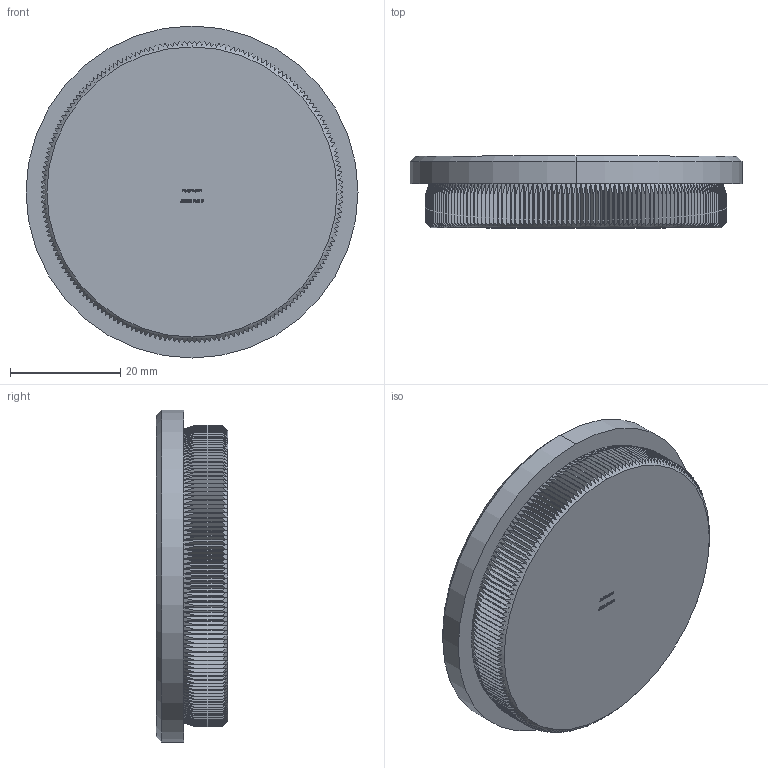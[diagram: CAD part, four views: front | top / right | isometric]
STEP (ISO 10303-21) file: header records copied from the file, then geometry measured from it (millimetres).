
FILE_DESCRIPTION (( 'STEP AP203' ), '1' );
FILE_NAME ('50336-240-3.step', '2020-12-04T10:00:18', ( '' ), ( '' ), 'SwSTEP 2.0', 'SolidWorks 2018', '' );
FILE_SCHEMA (( 'CONFIG_CONTROL_DESIGN' ));
Length unit declared in the file: millimetre
Products named in the file (2): 50336-240-3
Bounding box: 60.3 x 13 x 60.3 mm (x, y, z)
Volume: 32470.3 mm3; surface area: 8899.2 mm2
Topology: 1 solids, 1 shells, 1025 faces, 2984 edges, 1988 vertices
Faces by surface type: plane 508, cone 194, cylinder 192, bspline 131
Entity records: 41753 total; most frequent: CARTESIAN_POINT 16330, ORIENTED_EDGE 5968, DIRECTION 4332, EDGE_CURVE 2984, VERTEX_POINT 1988, AXIS2_PLACEMENT_3D 1474, VECTOR 1384, LINE 1384
